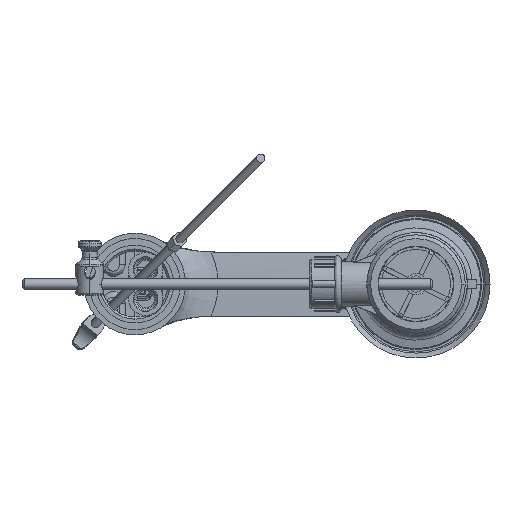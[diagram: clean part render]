
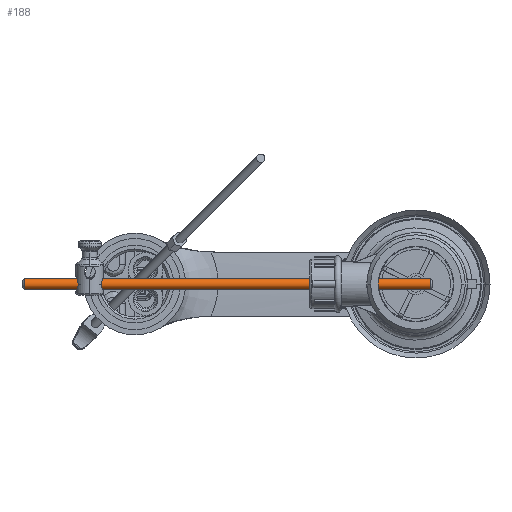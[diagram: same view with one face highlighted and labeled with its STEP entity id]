
A CAD part, front view. The second image highlights one B-rep face of the part: STEP entity #188.
In plain terms, the highlighted cylindrical face has radius 2.5 mm (diameter 5 mm), a partial arc.
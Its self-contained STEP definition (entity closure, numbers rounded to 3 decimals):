
#188 = ADVANCED_FACE ( 'NONE', ( #55386 ), #41727, .T. ) ;
#1855 = DIRECTION ( 'NONE',  ( -1., 0., 0. ) ) ;
#2781 = DIRECTION ( 'NONE',  ( 1., 0., 0. ) ) ;
#3337 = VERTEX_POINT ( 'NONE', #58727 ) ;
#3639 = CARTESIAN_POINT ( 'NONE',  ( 136.774, -120.071, -2.493 ) ) ;
#3903 = ORIENTED_EDGE ( 'NONE', *, *, #33446, .T. ) ;
#4307 = EDGE_LOOP ( 'NONE', ( #20999, #57244, #3903, #43068 ) ) ;
#4857 = VERTEX_POINT ( 'NONE', #3639 ) ;
#8492 = CARTESIAN_POINT ( 'NONE',  ( 136.774, -119.888, 0. ) ) ;
#9476 = LINE ( 'NONE', #28324, #51961 ) ;
#13754 = CARTESIAN_POINT ( 'NONE',  ( 137.774, -119.888, 0. ) ) ;
#14368 = DIRECTION ( 'NONE',  ( 0., 0.073, 0.997 ) ) ;
#16214 = DIRECTION ( 'NONE',  ( 0., -0.073, -0.997 ) ) ;
#16792 = CARTESIAN_POINT ( 'NONE',  ( -51.226, -119.888, 0. ) ) ;
#17188 = AXIS2_PLACEMENT_3D ( 'NONE', #13754, #56294, #14368 ) ;
#18359 = EDGE_CURVE ( 'NONE', #4857, #33945, #9476, .T. ) ;
#20999 = ORIENTED_EDGE ( 'NONE', *, *, #18359, .F. ) ;
#22493 = DIRECTION ( 'NONE',  ( -1., 0., 0. ) ) ;
#22636 = AXIS2_PLACEMENT_3D ( 'NONE', #16792, #2781, #16214 ) ;
#24388 = CARTESIAN_POINT ( 'NONE',  ( 137.774, -119.705, 2.493 ) ) ;
#28324 = CARTESIAN_POINT ( 'NONE',  ( 137.774, -120.071, -2.493 ) ) ;
#29251 = LINE ( 'NONE', #24388, #46231 ) ;
#32553 = CIRCLE ( 'NONE', #38354, 2.5 ) ;
#32743 = VERTEX_POINT ( 'NONE', #48012 ) ;
#33446 = EDGE_CURVE ( 'NONE', #3337, #32743, #29251, .T. ) ;
#33945 = VERTEX_POINT ( 'NONE', #41590 ) ;
#34325 = CIRCLE ( 'NONE', #22636, 2.5 ) ;
#38354 = AXIS2_PLACEMENT_3D ( 'NONE', #8492, #22493, #59246 ) ;
#41590 = CARTESIAN_POINT ( 'NONE',  ( -51.226, -120.071, -2.493 ) ) ;
#41727 = CYLINDRICAL_SURFACE ( 'NONE', #17188, 2.5 ) ;
#43068 = ORIENTED_EDGE ( 'NONE', *, *, #43311, .T. ) ;
#43311 = EDGE_CURVE ( 'NONE', #32743, #33945, #34325, .T. ) ;
#46231 = VECTOR ( 'NONE', #1855, 1000. ) ;
#48012 = CARTESIAN_POINT ( 'NONE',  ( -51.226, -119.705, 2.493 ) ) ;
#50076 = EDGE_CURVE ( 'NONE', #4857, #3337, #32553, .T. ) ;
#51961 = VECTOR ( 'NONE', #55674, 1000. ) ;
#55386 = FACE_OUTER_BOUND ( 'NONE', #4307, .T. ) ;
#55674 = DIRECTION ( 'NONE',  ( -1., 0., 0. ) ) ;
#56294 = DIRECTION ( 'NONE',  ( -1., 0., 0. ) ) ;
#57244 = ORIENTED_EDGE ( 'NONE', *, *, #50076, .T. ) ;
#58727 = CARTESIAN_POINT ( 'NONE',  ( 136.774, -119.705, 2.493 ) ) ;
#59246 = DIRECTION ( 'NONE',  ( 0., -0.073, -0.997 ) ) ;
